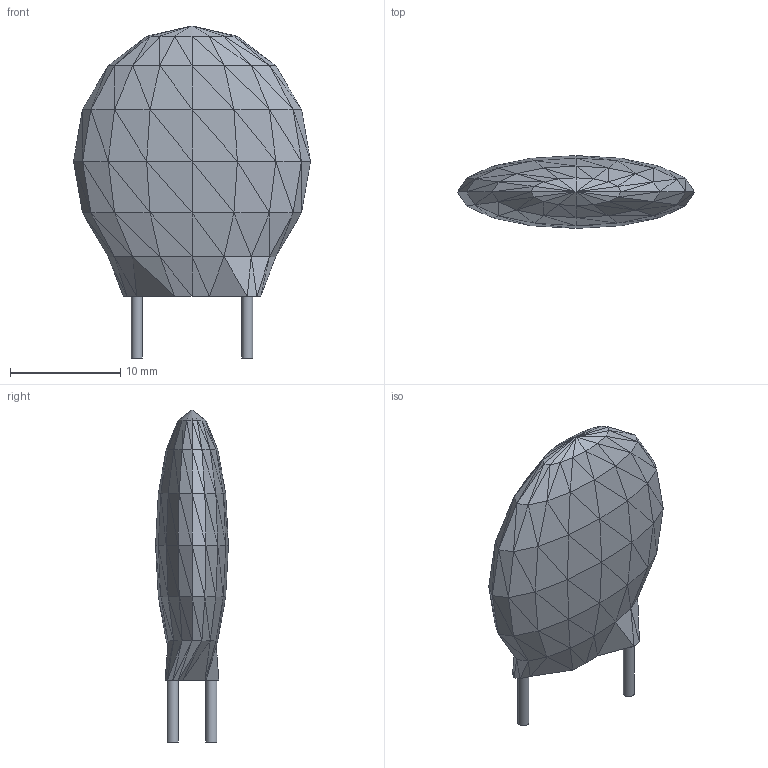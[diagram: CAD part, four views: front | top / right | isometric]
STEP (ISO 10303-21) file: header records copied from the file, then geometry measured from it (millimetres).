
FILE_DESCRIPTION(('STEP AP214'),'1');
FILE_NAME('RES_ERZV20_215X66X35_PAN','2023-03-21T17:10:51',(''),(''),'','','');
FILE_SCHEMA(('AUTOMOTIVE_DESIGN'));
Length unit declared in the file: millimetre
Products named in the file (1): product
Bounding box: 21.49 x 6.6 x 30.1 mm (x, y, z)
Volume: 1765.6 mm3; surface area: 1018.3 mm2
Topology: 3 solids, 3 shells, 230 faces, 342 edges, 118 vertices
Faces by surface type: plane 228, cylinder 2
Full cylindrical faces by diameter (mm): 1.016 x2
Entity records: 4429 total; most frequent: DIRECTION 810, ORIENTED_EDGE 680, CARTESIAN_POINT 355, EDGE_CURVE 340, LINE 336, VECTOR 336, AXIS2_PLACEMENT_3D 237, EDGE_LOOP 232
